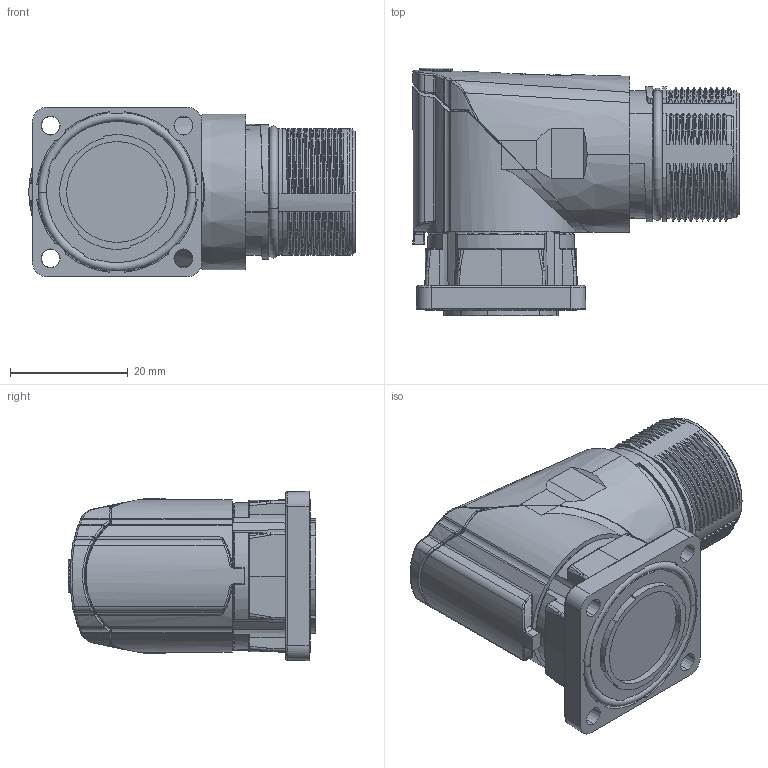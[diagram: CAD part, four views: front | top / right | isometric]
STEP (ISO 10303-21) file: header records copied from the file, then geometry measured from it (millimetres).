
FILE_DESCRIPTION((''),'2;1');
FILE_NAME('HR23_SW00012','2020-11-18T',('tc.chen'),(''),'PRO/ENGINEER BY PARAMETRIC TECHNOLOGY CORPORATION, 2012480','PRO/ENGINEER BY PARAMETRIC TECHNOLOGY CORPORATION, 2012480','');
FILE_SCHEMA(('AUTOMOTIVE_DESIGN { 1 0 10303 214 1 1 1 1 }'));
Length unit declared in the file: millimetre
Products named in the file (1): HR23_SW00012
Bounding box: 55.5 x 42.15 x 28.8 mm (x, y, z)
Volume: 32714.3 mm3; surface area: 14851 mm2
Topology: 1 solids, 2 shells, 1258 faces, 3426 edges, 2209 vertices
Faces by surface type: bspline 432, plane 309, cylinder 290, cone 193, torus 33, sphere 1
Entity records: 75589 total; most frequent: CARTESIAN_POINT 36289, ORIENTED_EDGE 6852, DIRECTION 4140, EDGE_CURVE 3426, VERTEX_POINT 2209, FILL_AREA_STYLE_COLOUR 1816, FILL_AREA_STYLE 1816, SURFACE_STYLE_FILL_AREA 1816
